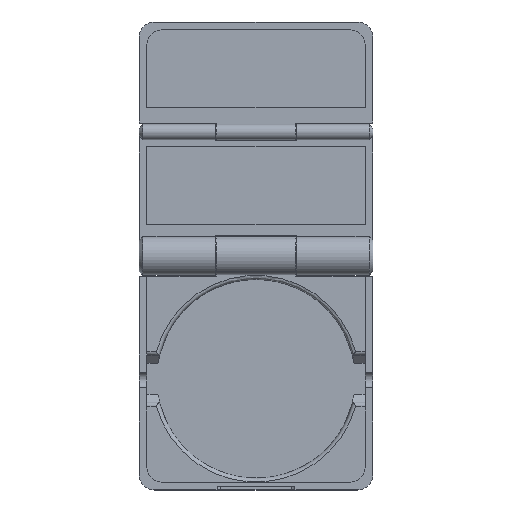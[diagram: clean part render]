
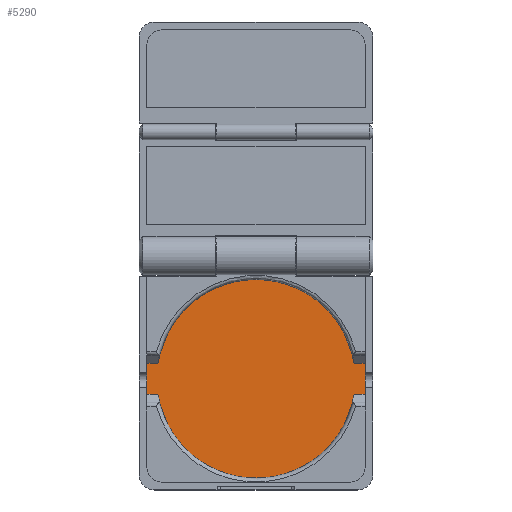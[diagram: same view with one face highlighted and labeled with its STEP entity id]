
A CAD part, top view. The second image highlights one B-rep face of the part: STEP entity #5290.
In plain terms, the highlighted planar face has unit normal (0, 0, 1).
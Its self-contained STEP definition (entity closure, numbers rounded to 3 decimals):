
#186=PLANE('',#5644);
#359=LINE('',#7179,#897);
#361=LINE('',#7185,#899);
#363=LINE('',#7190,#901);
#373=LINE('',#7214,#911);
#376=LINE('',#7220,#914);
#377=LINE('',#7222,#915);
#897=VECTOR('',#5980,10.);
#899=VECTOR('',#5984,10.);
#901=VECTOR('',#5990,10.);
#911=VECTOR('',#6012,10.);
#914=VECTOR('',#6017,10.);
#915=VECTOR('',#6020,10.);
#1462=FACE_OUTER_BOUND('',#1760,.T.);
#1760=EDGE_LOOP('',(#3749,#3750,#3751,#3752,#3753,#3754,#3755,#3756));
#2249=CIRCLE('',#5620,25.5);
#2257=CIRCLE('',#5640,25.5);
#2334=VERTEX_POINT('',#7110);
#2335=VERTEX_POINT('',#7112);
#2349=VERTEX_POINT('',#7177);
#2350=VERTEX_POINT('',#7181);
#2352=VERTEX_POINT('',#7184);
#2359=VERTEX_POINT('',#7206);
#2361=VERTEX_POINT('',#7212);
#2363=VERTEX_POINT('',#7217);
#2874=EDGE_CURVE('',#2334,#2335,#2249,.T.);
#2894=EDGE_CURVE('',#2335,#2349,#359,.T.);
#2896=EDGE_CURVE('',#2350,#2352,#361,.T.);
#2899=EDGE_CURVE('',#2350,#2349,#363,.T.);
#2908=EDGE_CURVE('',#2352,#2359,#2257,.T.);
#2912=EDGE_CURVE('',#2361,#2334,#373,.T.);
#2915=EDGE_CURVE('',#2359,#2363,#376,.T.);
#2916=EDGE_CURVE('',#2363,#2361,#377,.T.);
#3749=ORIENTED_EDGE('',*,*,#2874,.F.);
#3750=ORIENTED_EDGE('',*,*,#2912,.F.);
#3751=ORIENTED_EDGE('',*,*,#2916,.F.);
#3752=ORIENTED_EDGE('',*,*,#2915,.F.);
#3753=ORIENTED_EDGE('',*,*,#2908,.F.);
#3754=ORIENTED_EDGE('',*,*,#2896,.F.);
#3755=ORIENTED_EDGE('',*,*,#2899,.T.);
#3756=ORIENTED_EDGE('',*,*,#2894,.F.);
#5290=ADVANCED_FACE('',(#1462),#186,.T.);
#5620=AXIS2_PLACEMENT_3D('',#7113,#5942,#5943);
#5640=AXIS2_PLACEMENT_3D('',#7207,#6004,#6005);
#5644=AXIS2_PLACEMENT_3D('',#7221,#6018,#6019);
#5942=DIRECTION('center_axis',(0.,0.,-1.));
#5943=DIRECTION('ref_axis',(-1.,0.,0.));
#5980=DIRECTION('',(1.,0.,0.));
#5984=DIRECTION('',(-1.,0.,0.));
#5990=DIRECTION('',(0.,1.,0.));
#6004=DIRECTION('center_axis',(0.,0.,-1.));
#6005=DIRECTION('ref_axis',(-1.,0.,0.));
#6012=DIRECTION('',(1.,0.,0.));
#6017=DIRECTION('',(-1.,0.,0.));
#6018=DIRECTION('center_axis',(0.,0.,1.));
#6019=DIRECTION('ref_axis',(0.,-1.,0.));
#6020=DIRECTION('',(0.,1.,0.));
#7110=CARTESIAN_POINT('',(4.816,32.514,1.));
#7112=CARTESIAN_POINT('',(55.184,32.514,1.));
#7113=CARTESIAN_POINT('Origin',(30.,28.514,1.));
#7177=CARTESIAN_POINT('',(58.,32.514,1.));
#7179=CARTESIAN_POINT('',(29.,32.514,1.));
#7181=CARTESIAN_POINT('',(58.,24.514,1.));
#7184=CARTESIAN_POINT('',(55.184,24.514,1.));
#7185=CARTESIAN_POINT('',(27.392,24.514,1.));
#7190=CARTESIAN_POINT('',(58.,55.166,1.));
#7206=CARTESIAN_POINT('',(4.816,24.514,1.));
#7207=CARTESIAN_POINT('Origin',(30.,28.514,1.));
#7212=CARTESIAN_POINT('',(2.,32.514,1.));
#7214=CARTESIAN_POINT('',(1.,32.514,1.));
#7217=CARTESIAN_POINT('',(2.,24.514,1.));
#7220=CARTESIAN_POINT('',(2.608,24.514,1.));
#7221=CARTESIAN_POINT('Origin',(0.,56.,1.));
#7222=CARTESIAN_POINT('',(2.,55.166,1.));
